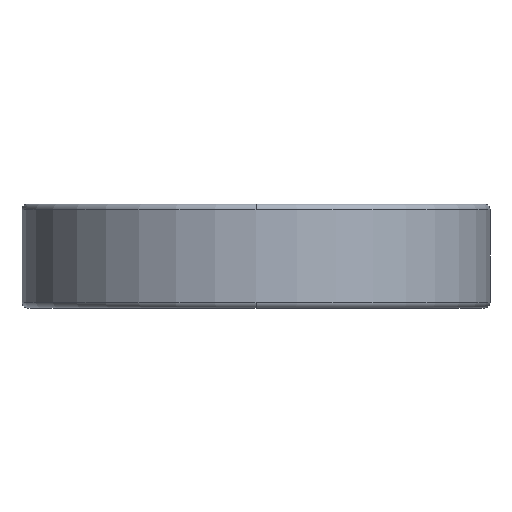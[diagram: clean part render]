
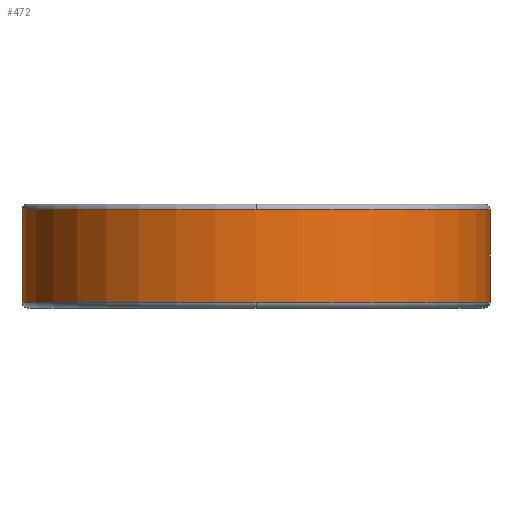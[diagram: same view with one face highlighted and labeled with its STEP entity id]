
A CAD part, left-side view. The second image highlights one B-rep face of the part: STEP entity #472.
In plain terms, the highlighted cylindrical face has radius 45 mm (diameter 90 mm), a partial arc.
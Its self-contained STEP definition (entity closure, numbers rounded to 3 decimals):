
#472=ADVANCED_FACE('',(#1027),#1028,.T.);
#1027=FACE_OUTER_BOUND('',#1682,.T.);
#1028=CYLINDRICAL_SURFACE('',#1683,45.0);
#1682=EDGE_LOOP('',(#2972,#2973,#2974,#2975,#2976,#2977));
#1683=AXIS2_PLACEMENT_3D('',#2978,#2979,#2980);
#2972=ORIENTED_EDGE('',*,*,#4119,.T.);
#2973=ORIENTED_EDGE('',*,*,#3931,.F.);
#2974=ORIENTED_EDGE('',*,*,#3815,.F.);
#2975=ORIENTED_EDGE('',*,*,#4120,.T.);
#2976=ORIENTED_EDGE('',*,*,#3778,.T.);
#2977=ORIENTED_EDGE('',*,*,#4117,.T.);
#2978=CARTESIAN_POINT('',(0.0,0.0,0.0));
#2979=DIRECTION('',(0.0,0.0,-1.0));
#2980=DIRECTION('',(0.0,1.0,0.0));
#3778=EDGE_CURVE('',#4567,#4565,#4568,.T.);
#3815=EDGE_CURVE('',#4632,#4625,#4634,.T.);
#3931=EDGE_CURVE('',#4625,#4822,#4823,.T.);
#4117=EDGE_CURVE('',#4565,#5101,#5103,.T.);
#4119=EDGE_CURVE('',#5101,#4822,#5105,.T.);
#4120=EDGE_CURVE('',#4632,#4567,#5106,.T.);
#4565=VERTEX_POINT('',#6295);
#4567=VERTEX_POINT('',#6297);
#4568=CIRCLE('',#6298,45.0);
#4625=VERTEX_POINT('',#6632);
#4632=VERTEX_POINT('',#6639);
#4634=CIRCLE('',#6641,45.0);
#4822=VERTEX_POINT('',#7449);
#4823=CIRCLE('',#7450,45.0);
#5101=VERTEX_POINT('',#8969);
#5103=CIRCLE('',#8971,45.0);
#5105=LINE('',#8973,#8974);
#5106=LINE('',#8975,#8976);
#6295=CARTESIAN_POINT('',(-45.0,0.,8.9));
#6297=CARTESIAN_POINT('',(0.,-45.0,8.9));
#6298=AXIS2_PLACEMENT_3D('',#10361,#10362,#10363);
#6632=CARTESIAN_POINT('',(-45.0,0.,-8.9));
#6639=CARTESIAN_POINT('',(0.,-45.0,-8.9));
#6641=AXIS2_PLACEMENT_3D('',#10415,#10416,#10417);
#7449=CARTESIAN_POINT('',(0.0,45.0,-8.9));
#7450=AXIS2_PLACEMENT_3D('',#10604,#10605,#10606);
#8969=CARTESIAN_POINT('',(0.0,45.0,8.9));
#8971=AXIS2_PLACEMENT_3D('',#10881,#10882,#10883);
#8973=CARTESIAN_POINT('',(0.,45.0,0.0));
#8974=VECTOR('',#10884,1.0);
#8975=CARTESIAN_POINT('',(0.,-45.0,0.0));
#8976=VECTOR('',#10885,1.0);
#10361=CARTESIAN_POINT('',(0.0,0.0,8.9));
#10362=DIRECTION('',(0.0,0.0,-1.0));
#10363=DIRECTION('',(0.0,1.0,0.0));
#10415=CARTESIAN_POINT('',(0.0,0.0,-8.9));
#10416=DIRECTION('',(0.0,0.0,-1.0));
#10417=DIRECTION('',(0.0,1.0,0.0));
#10604=CARTESIAN_POINT('',(0.0,0.0,-8.9));
#10605=DIRECTION('',(0.0,0.0,-1.0));
#10606=DIRECTION('',(0.0,1.0,0.0));
#10881=CARTESIAN_POINT('',(0.0,0.0,8.9));
#10882=DIRECTION('',(0.0,0.0,-1.0));
#10883=DIRECTION('',(0.0,1.0,0.0));
#10884=DIRECTION('',(0.0,0.0,-1.0));
#10885=DIRECTION('',(-0.0,-0.0,1.0));
